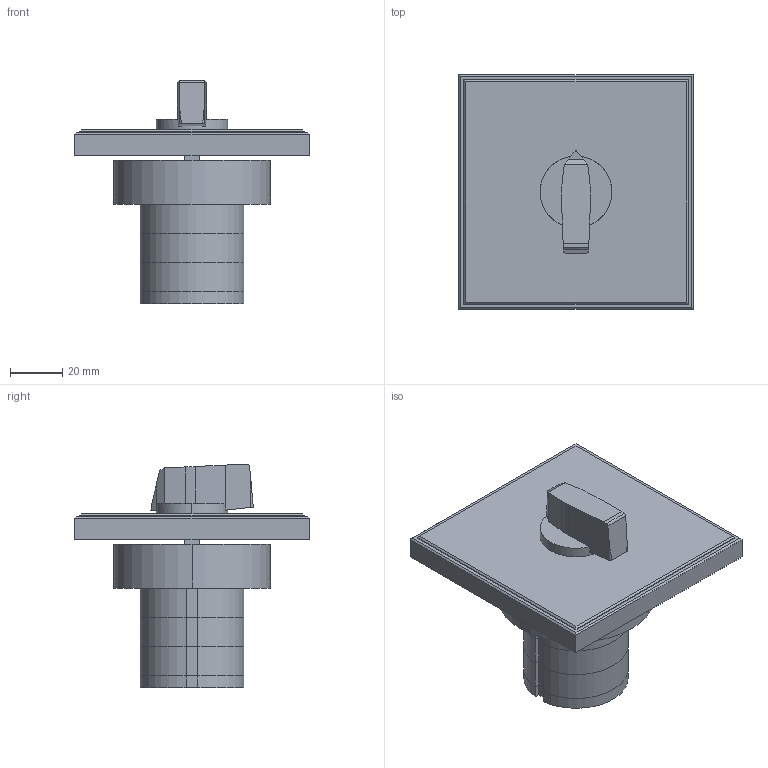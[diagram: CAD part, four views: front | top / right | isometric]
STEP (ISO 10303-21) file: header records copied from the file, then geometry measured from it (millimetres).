
FILE_DESCRIPTION((''),'2;1');
FILE_NAME('3d_7GN12510U65.stp','2012-10-02T14:29:25',(''),(''),'Mechanical Desktop 2011','Mechanical Desktop 2011',', , ');
FILE_SCHEMA(('CONFIG_CONTROL_DESIGN'));
Length unit declared in the file: millimetre
Products named in the file (1): Product
Bounding box: 90 x 90 x 85.7 mm (x, y, z)
Volume: 181453.6 mm3; surface area: 61408.1 mm2
Topology: 9 solids, 9 shells, 112 faces, 268 edges, 174 vertices
Faces by surface type: plane 74, cylinder 23, bspline 15
Entity records: 3295 total; most frequent: CARTESIAN_POINT 600, ORIENTED_EDGE 536, DIRECTION 520, EDGE_CURVE 268, VECTOR 212, LINE 212, VERTEX_POINT 174, AXIS2_PLACEMENT_3D 154
